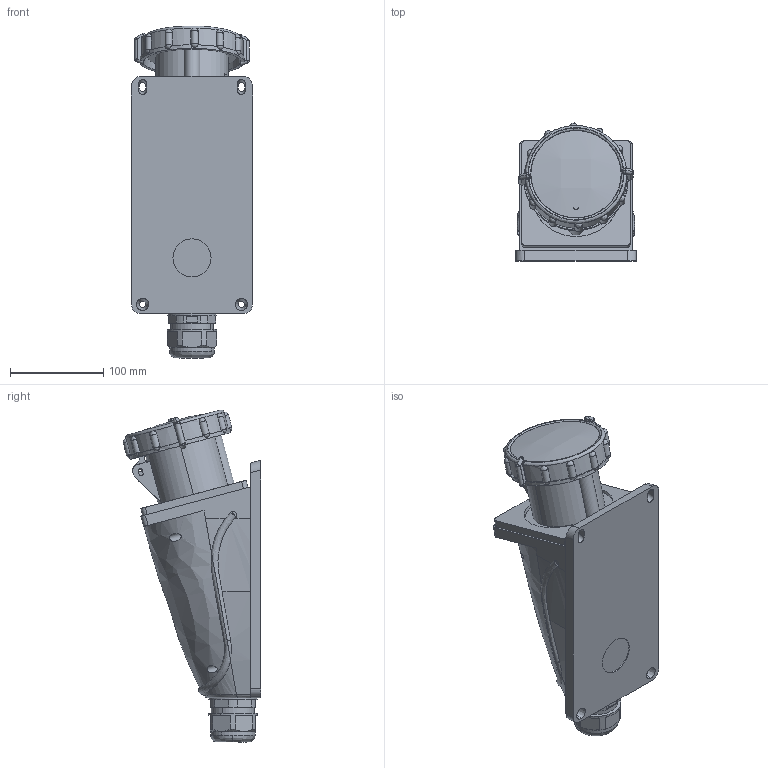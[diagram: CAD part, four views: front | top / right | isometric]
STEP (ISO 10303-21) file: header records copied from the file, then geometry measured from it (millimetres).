
FILE_DESCRIPTION (( 'STEP AP214' ), '1' );
FILE_NAME ('PSN12-063-4 Ðîçåòêà ñòàöèîíàðíàÿ ÑÑÈ-134 63À-6÷380-415Â 3Ð+ÐÅ IP67 MAGNUM ÈÝÊ1.STEP', '2025-09-17T06:35:31', ( '' ), ( '' ), 'SwSTEP 2.0', 'SolidWorks 2022', '' );
FILE_SCHEMA (( 'AUTOMOTIVE_DESIGN' ));
Length unit declared in the file: millimetre
Products named in the file (1): PSN12-063-4 Розетка стационарная ССИ-134 63А-6ч380-415В 3Р+РЕ IP67 MAGNUM ИЭК1
Bounding box: 130 x 147.78 x 356.56 mm (x, y, z)
Volume: 1319641.7 mm3; surface area: 388762.8 mm2
Topology: 2 solids, 2 shells, 839 faces, 2314 edges, 1519 vertices
Faces by surface type: plane 386, cylinder 310, bspline 114, torus 15, cone 14
Entity records: 46627 total; most frequent: CARTESIAN_POINT 25906, ORIENTED_EDGE 4606, DIRECTION 3987, EDGE_CURVE 2303, VERTEX_POINT 1519, AXIS2_PLACEMENT_3D 1448, LINE 1091, VECTOR 1091
